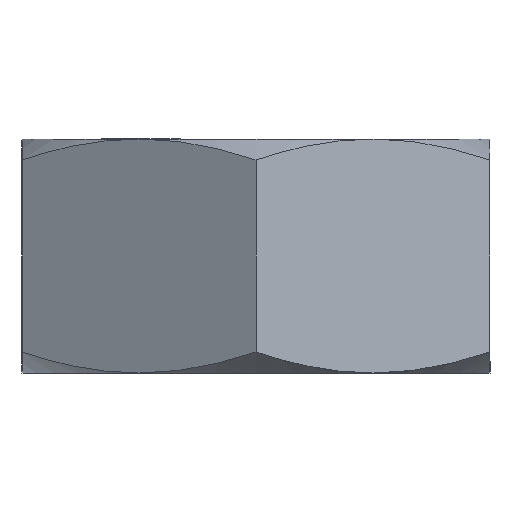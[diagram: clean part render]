
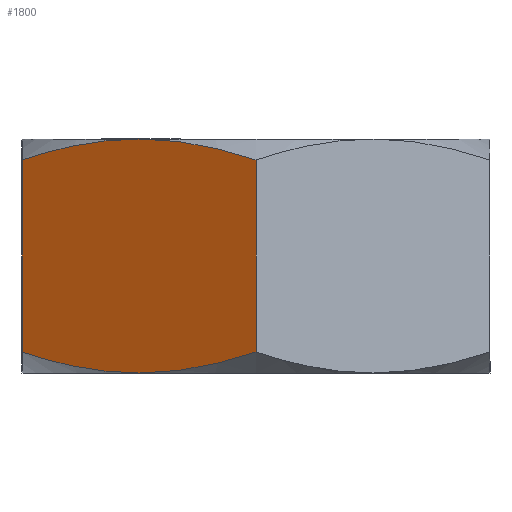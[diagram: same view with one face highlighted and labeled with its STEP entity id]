
A CAD part, front view. The second image highlights one B-rep face of the part: STEP entity #1800.
In plain terms, the highlighted planar face has unit normal (-0.5, -0.866, 0).
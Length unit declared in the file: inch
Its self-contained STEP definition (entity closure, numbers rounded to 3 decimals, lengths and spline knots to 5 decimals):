
#8 = CARTESIAN_POINT ( 'NONE',  ( -0.07874, -0.13638, 0.07874 ) ) ;
#86 = VERTEX_POINT ( 'NONE', #378 ) ;
#101 = CARTESIAN_POINT ( 'NONE',  ( -0.05203, -0.1518, -0.07739 ) ) ;
#125 = ORIENTED_EDGE ( 'NONE', *, *, #1918, .T. ) ;
#181 = CARTESIAN_POINT ( 'NONE',  ( -0.15748, -0.09092, 0.06467 ) ) ;
#246 = DIRECTION ( 'NONE',  ( 0., 0., -1. ) ) ;
#255 = EDGE_CURVE ( 'NONE', #2287, #682, #1777, .T. ) ;
#296 = VECTOR ( 'NONE', #246, 39.37008 ) ;
#302 = LINE ( 'NONE', #992, #2119 ) ;
#348 = CARTESIAN_POINT ( 'NONE',  ( -0.13172, -0.10579, 0.07326 ) ) ;
#378 = CARTESIAN_POINT ( 'NONE',  ( -0.07874, -0.13638, 0.07874 ) ) ;
#380 = CARTESIAN_POINT ( 'NONE',  ( -0.10557, -0.12089, 0.07874 ) ) ;
#385 = CARTESIAN_POINT ( 'NONE',  ( -0.07874, -0.13638, -0.07874 ) ) ;
#397 = CARTESIAN_POINT ( 'NONE',  ( -0.01285, -0.17442, 0.06896 ) ) ;
#565 = CARTESIAN_POINT ( 'NONE',  ( -0.07874, -0.13638, -0.07874 ) ) ;
#578 = EDGE_LOOP ( 'NONE', ( #1648, #1134, #125, #1898, #1747, #1060 ) ) ;
#605 = AXIS2_PLACEMENT_3D ( 'NONE', #651, #1583, #1393 ) ;
#651 = CARTESIAN_POINT ( 'NONE',  ( -0.15748, -0.09092, 0.07874 ) ) ;
#664 = CARTESIAN_POINT ( 'NONE',  ( 0., -0.18184, 0.06467 ) ) ;
#680 = CARTESIAN_POINT ( 'NONE',  ( -0.06538, -0.1441, -0.07874 ) ) ;
#682 = VERTEX_POINT ( 'NONE', #1073 ) ;
#730 = VERTEX_POINT ( 'NONE', #731 ) ;
#731 = CARTESIAN_POINT ( 'NONE',  ( 0., -0.18184, -0.06467 ) ) ;
#758 = CARTESIAN_POINT ( 'NONE',  ( -0.10557, -0.12089, -0.07874 ) ) ;
#761 = B_SPLINE_CURVE_WITH_KNOTS ( 'NONE', 3,
 ( #8, #1258, #1662, #1672, #397, #768 ),
 .UNSPECIFIED., .F., .F.,
 ( 4, 2, 4 ),
 ( 0.00234, 0.0035, 0.00466 ),
 .UNSPECIFIED. ) ;
#768 = CARTESIAN_POINT ( 'NONE',  ( 0., -0.18184, 0.06467 ) ) ;
#820 = EDGE_CURVE ( 'NONE', #2287, #86, #1663, .T. ) ;
#842 = B_SPLINE_CURVE_WITH_KNOTS ( 'NONE', 3,
 ( #929, #1453, #758, #385 ),
 .UNSPECIFIED., .F., .F.,
 ( 4, 4 ),
 ( 0., 0.00234 ),
 .UNSPECIFIED. ) ;
#847 = VERTEX_POINT ( 'NONE', #565 ) ;
#929 = CARTESIAN_POINT ( 'NONE',  ( -0.15748, -0.09092, -0.06467 ) ) ;
#992 = CARTESIAN_POINT ( 'NONE',  ( 0., -0.18184, 0.07874 ) ) ;
#1036 = CARTESIAN_POINT ( 'NONE',  ( -0.01285, -0.17442, -0.06896 ) ) ;
#1060 = ORIENTED_EDGE ( 'NONE', *, *, #820, .F. ) ;
#1073 = CARTESIAN_POINT ( 'NONE',  ( -0.15748, -0.09092, -0.06467 ) ) ;
#1134 = ORIENTED_EDGE ( 'NONE', *, *, #2132, .T. ) ;
#1194 = EDGE_CURVE ( 'NONE', #86, #2356, #761, .T. ) ;
#1258 = CARTESIAN_POINT ( 'NONE',  ( -0.06538, -0.1441, 0.07874 ) ) ;
#1356 = DIRECTION ( 'NONE',  ( 0., 0., -1. ) ) ;
#1387 = CARTESIAN_POINT ( 'NONE',  ( -0.0258, -0.16694, -0.07249 ) ) ;
#1393 = DIRECTION ( 'NONE',  ( -0.866, 0.5, 0. ) ) ;
#1453 = CARTESIAN_POINT ( 'NONE',  ( -0.13172, -0.10579, -0.07326 ) ) ;
#1455 = CARTESIAN_POINT ( 'NONE',  ( -0.15748, -0.09092, 0.07874 ) ) ;
#1473 = CARTESIAN_POINT ( 'NONE',  ( -0.07874, -0.13638, 0.07874 ) ) ;
#1583 = DIRECTION ( 'NONE',  ( 0.5, 0.866, 0. ) ) ;
#1648 = ORIENTED_EDGE ( 'NONE', *, *, #255, .T. ) ;
#1662 = CARTESIAN_POINT ( 'NONE',  ( -0.05203, -0.1518, 0.07739 ) ) ;
#1663 = B_SPLINE_CURVE_WITH_KNOTS ( 'NONE', 3,
 ( #181, #348, #380, #1473 ),
 .UNSPECIFIED., .F., .F.,
 ( 4, 4 ),
 ( 0., 0.00234 ),
 .UNSPECIFIED. ) ;
#1672 = CARTESIAN_POINT ( 'NONE',  ( -0.0258, -0.16694, 0.07249 ) ) ;
#1740 = CARTESIAN_POINT ( 'NONE',  ( 0., -0.18184, -0.06467 ) ) ;
#1747 = ORIENTED_EDGE ( 'NONE', *, *, #1194, .F. ) ;
#1777 = LINE ( 'NONE', #1455, #296 ) ;
#1800 = ADVANCED_FACE ( 'NONE', ( #2123 ), #2131, .F. ) ;
#1898 = ORIENTED_EDGE ( 'NONE', *, *, #2247, .F. ) ;
#1918 = EDGE_CURVE ( 'NONE', #847, #730, #2122, .T. ) ;
#1959 = CARTESIAN_POINT ( 'NONE',  ( -0.07874, -0.13638, -0.07874 ) ) ;
#2089 = CARTESIAN_POINT ( 'NONE',  ( -0.15748, -0.09092, 0.06467 ) ) ;
#2119 = VECTOR ( 'NONE', #1356, 39.37008 ) ;
#2122 = B_SPLINE_CURVE_WITH_KNOTS ( 'NONE', 3,
 ( #1959, #680, #101, #1387, #1036, #1740 ),
 .UNSPECIFIED., .F., .F.,
 ( 4, 2, 4 ),
 ( 0.00234, 0.0035, 0.00466 ),
 .UNSPECIFIED. ) ;
#2123 = FACE_OUTER_BOUND ( 'NONE', #578, .T. ) ;
#2131 = PLANE ( 'NONE',  #605 ) ;
#2132 = EDGE_CURVE ( 'NONE', #682, #847, #842, .T. ) ;
#2247 = EDGE_CURVE ( 'NONE', #2356, #730, #302, .T. ) ;
#2287 = VERTEX_POINT ( 'NONE', #2089 ) ;
#2356 = VERTEX_POINT ( 'NONE', #664 ) ;
